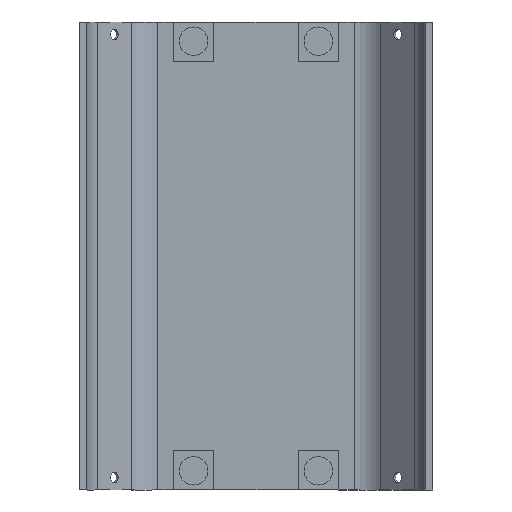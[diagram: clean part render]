
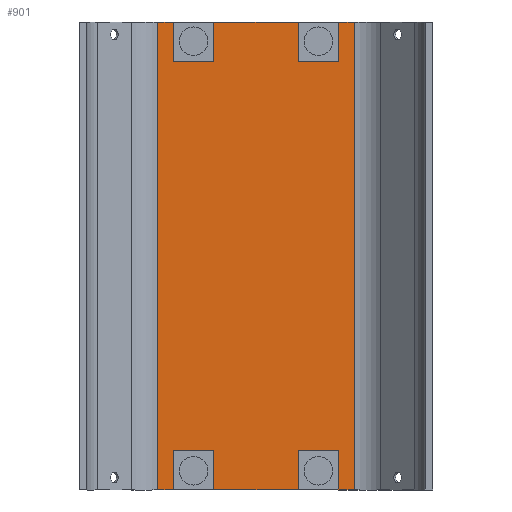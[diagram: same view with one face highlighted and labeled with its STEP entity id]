
A CAD part, front view. The second image highlights one B-rep face of the part: STEP entity #901.
In plain terms, the highlighted planar face has unit normal (0, -1, 0).
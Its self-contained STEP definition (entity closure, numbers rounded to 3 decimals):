
#47=LINE('',#1309,#139);
#51=LINE('',#1317,#143);
#54=LINE('',#1323,#146);
#59=LINE('',#1336,#151);
#63=LINE('',#1344,#155);
#66=LINE('',#1350,#158);
#71=LINE('',#1363,#163);
#75=LINE('',#1371,#167);
#78=LINE('',#1377,#170);
#83=LINE('',#1390,#175);
#88=LINE('',#1402,#180);
#91=LINE('',#1408,#183);
#95=LINE('',#1415,#187);
#96=LINE('',#1417,#188);
#97=LINE('',#1419,#189);
#98=LINE('',#1420,#190);
#99=LINE('',#1421,#191);
#100=LINE('',#1423,#192);
#101=LINE('',#1425,#193);
#102=LINE('',#1426,#194);
#139=VECTOR('',#1047,10.);
#143=VECTOR('',#1053,10.);
#146=VECTOR('',#1058,10.);
#151=VECTOR('',#1071,10.);
#155=VECTOR('',#1077,10.);
#158=VECTOR('',#1082,10.);
#163=VECTOR('',#1095,10.);
#167=VECTOR('',#1101,10.);
#170=VECTOR('',#1106,10.);
#175=VECTOR('',#1119,10.);
#180=VECTOR('',#1130,10.);
#183=VECTOR('',#1135,10.);
#187=VECTOR('',#1143,10.);
#188=VECTOR('',#1144,10.);
#189=VECTOR('',#1145,10.);
#190=VECTOR('',#1146,10.);
#191=VECTOR('',#1147,10.);
#192=VECTOR('',#1148,10.);
#193=VECTOR('',#1149,10.);
#194=VECTOR('',#1150,10.);
#255=FACE_OUTER_BOUND('',#309,.T.);
#309=EDGE_LOOP('',(#679,#680,#681,#682,#683,#684,#685,#686,#687,#688,#689,
#690,#691,#692,#693,#694,#695,#696,#697,#698));
#383=VERTEX_POINT('',#1307);
#384=VERTEX_POINT('',#1308);
#387=VERTEX_POINT('',#1316);
#389=VERTEX_POINT('',#1322);
#392=VERTEX_POINT('',#1334);
#393=VERTEX_POINT('',#1335);
#396=VERTEX_POINT('',#1343);
#398=VERTEX_POINT('',#1349);
#401=VERTEX_POINT('',#1361);
#402=VERTEX_POINT('',#1362);
#405=VERTEX_POINT('',#1370);
#407=VERTEX_POINT('',#1376);
#410=VERTEX_POINT('',#1388);
#411=VERTEX_POINT('',#1389);
#415=VERTEX_POINT('',#1401);
#417=VERTEX_POINT('',#1407);
#419=VERTEX_POINT('',#1416);
#420=VERTEX_POINT('',#1418);
#421=VERTEX_POINT('',#1422);
#422=VERTEX_POINT('',#1424);
#467=EDGE_CURVE('',#383,#384,#47,.T.);
#471=EDGE_CURVE('',#387,#383,#51,.T.);
#474=EDGE_CURVE('',#389,#387,#54,.T.);
#480=EDGE_CURVE('',#392,#393,#59,.T.);
#484=EDGE_CURVE('',#396,#392,#63,.T.);
#487=EDGE_CURVE('',#398,#396,#66,.T.);
#493=EDGE_CURVE('',#401,#402,#71,.T.);
#497=EDGE_CURVE('',#405,#401,#75,.T.);
#500=EDGE_CURVE('',#407,#405,#78,.T.);
#506=EDGE_CURVE('',#410,#411,#83,.T.);
#512=EDGE_CURVE('',#411,#415,#88,.T.);
#515=EDGE_CURVE('',#415,#417,#91,.T.);
#519=EDGE_CURVE('',#407,#384,#95,.T.);
#520=EDGE_CURVE('',#419,#402,#96,.T.);
#521=EDGE_CURVE('',#419,#420,#97,.T.);
#522=EDGE_CURVE('',#398,#420,#98,.T.);
#523=EDGE_CURVE('',#410,#393,#99,.T.);
#524=EDGE_CURVE('',#421,#417,#100,.T.);
#525=EDGE_CURVE('',#422,#421,#101,.T.);
#526=EDGE_CURVE('',#389,#422,#102,.T.);
#679=ORIENTED_EDGE('',*,*,#467,.T.);
#680=ORIENTED_EDGE('',*,*,#519,.F.);
#681=ORIENTED_EDGE('',*,*,#500,.T.);
#682=ORIENTED_EDGE('',*,*,#497,.T.);
#683=ORIENTED_EDGE('',*,*,#493,.T.);
#684=ORIENTED_EDGE('',*,*,#520,.F.);
#685=ORIENTED_EDGE('',*,*,#521,.T.);
#686=ORIENTED_EDGE('',*,*,#522,.F.);
#687=ORIENTED_EDGE('',*,*,#487,.T.);
#688=ORIENTED_EDGE('',*,*,#484,.T.);
#689=ORIENTED_EDGE('',*,*,#480,.T.);
#690=ORIENTED_EDGE('',*,*,#523,.F.);
#691=ORIENTED_EDGE('',*,*,#506,.T.);
#692=ORIENTED_EDGE('',*,*,#512,.T.);
#693=ORIENTED_EDGE('',*,*,#515,.T.);
#694=ORIENTED_EDGE('',*,*,#524,.F.);
#695=ORIENTED_EDGE('',*,*,#525,.F.);
#696=ORIENTED_EDGE('',*,*,#526,.F.);
#697=ORIENTED_EDGE('',*,*,#474,.T.);
#698=ORIENTED_EDGE('',*,*,#471,.T.);
#867=PLANE('',#973);
#901=ADVANCED_FACE('',(#255),#867,.F.);
#973=AXIS2_PLACEMENT_3D('',#1414,#1141,#1142);
#1047=DIRECTION('',(0.,0.,1.));
#1053=DIRECTION('',(-1.,0.,0.));
#1058=DIRECTION('',(0.,0.,-1.));
#1071=DIRECTION('',(0.,0.,-1.));
#1077=DIRECTION('',(1.,0.,0.));
#1082=DIRECTION('',(0.,0.,1.));
#1095=DIRECTION('',(0.,0.,1.));
#1101=DIRECTION('',(-1.,0.,0.));
#1106=DIRECTION('',(0.,0.,-1.));
#1119=DIRECTION('',(0.,0.,1.));
#1130=DIRECTION('',(1.,0.,0.));
#1135=DIRECTION('',(0.,0.,-1.));
#1141=DIRECTION('center_axis',(0.,1.,0.));
#1142=DIRECTION('ref_axis',(1.,0.,0.));
#1143=DIRECTION('',(1.,0.,0.));
#1144=DIRECTION('',(1.,0.,0.));
#1145=DIRECTION('',(0.,0.,-1.));
#1146=DIRECTION('',(-1.,0.,0.));
#1147=DIRECTION('',(-1.,0.,0.));
#1148=DIRECTION('',(-1.,0.,0.));
#1149=DIRECTION('',(0.,0.,-1.));
#1150=DIRECTION('',(1.,0.,0.));
#1307=CARTESIAN_POINT('',(39.5,23.4,-11.5));
#1308=CARTESIAN_POINT('',(39.5,23.4,-2.7));
#1309=CARTESIAN_POINT('',(39.5,23.4,-2.6));
#1316=CARTESIAN_POINT('',(48.5,23.4,-11.5));
#1317=CARTESIAN_POINT('',(23.714,23.4,-11.5));
#1322=CARTESIAN_POINT('',(48.5,23.4,-2.7));
#1323=CARTESIAN_POINT('',(48.5,23.4,-7.));
#1334=CARTESIAN_POINT('',(20.5,23.4,-98.9));
#1335=CARTESIAN_POINT('',(20.5,23.4,-107.7));
#1336=CARTESIAN_POINT('',(20.5,23.4,-55.1));
#1343=CARTESIAN_POINT('',(11.5,23.4,-98.9));
#1344=CARTESIAN_POINT('',(14.214,23.4,-98.9));
#1349=CARTESIAN_POINT('',(11.5,23.4,-107.7));
#1350=CARTESIAN_POINT('',(11.5,23.4,-50.7));
#1361=CARTESIAN_POINT('',(11.5,23.4,-11.5));
#1362=CARTESIAN_POINT('',(11.5,23.4,-2.7));
#1363=CARTESIAN_POINT('',(11.5,23.4,-2.6));
#1370=CARTESIAN_POINT('',(20.5,23.4,-11.5));
#1371=CARTESIAN_POINT('',(9.714,23.4,-11.5));
#1376=CARTESIAN_POINT('',(20.5,23.4,-2.7));
#1377=CARTESIAN_POINT('',(20.5,23.4,-7.));
#1388=CARTESIAN_POINT('',(39.5,23.4,-107.7));
#1389=CARTESIAN_POINT('',(39.5,23.4,-98.9));
#1390=CARTESIAN_POINT('',(39.5,23.4,-50.7));
#1401=CARTESIAN_POINT('',(48.5,23.4,-98.9));
#1402=CARTESIAN_POINT('',(28.214,23.4,-98.9));
#1407=CARTESIAN_POINT('',(48.5,23.4,-107.7));
#1408=CARTESIAN_POINT('',(48.5,23.4,-55.1));
#1414=CARTESIAN_POINT('Origin',(7.929,23.4,-2.5));
#1415=CARTESIAN_POINT('',(-11.036,23.4,-2.7));
#1416=CARTESIAN_POINT('',(7.929,23.4,-2.7));
#1417=CARTESIAN_POINT('',(-11.036,23.4,-2.7));
#1418=CARTESIAN_POINT('',(7.929,23.4,-107.7));
#1419=CARTESIAN_POINT('',(7.929,23.4,-95.2));
#1420=CARTESIAN_POINT('',(48.964,23.4,-107.7));
#1421=CARTESIAN_POINT('',(48.964,23.4,-107.7));
#1422=CARTESIAN_POINT('',(52.071,23.4,-107.7));
#1423=CARTESIAN_POINT('',(48.964,23.4,-107.7));
#1424=CARTESIAN_POINT('',(52.071,23.4,-2.7));
#1425=CARTESIAN_POINT('',(52.071,23.4,-95.2));
#1426=CARTESIAN_POINT('',(-11.036,23.4,-2.7));
